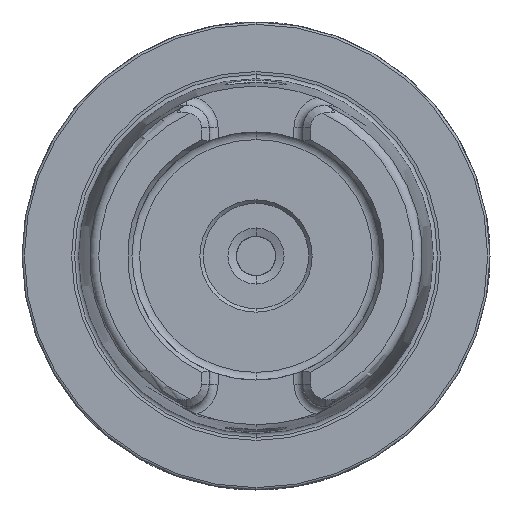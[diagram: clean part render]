
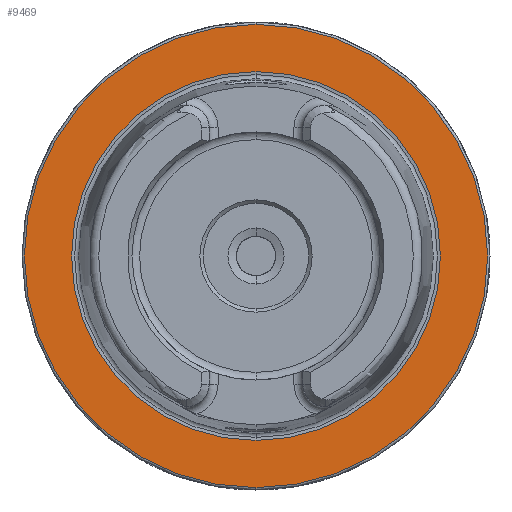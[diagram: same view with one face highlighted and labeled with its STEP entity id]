
A CAD part, left-side view. The second image highlights one B-rep face of the part: STEP entity #9469.
In plain terms, the highlighted planar face has unit normal (-1, 0, 0).
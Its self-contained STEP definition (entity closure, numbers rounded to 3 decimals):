
#346 = DIRECTION ( 'NONE',  ( 1., 0., 0. ) ) ;
#904 = CIRCLE ( 'NONE', #5535, 39.405 ) ;
#1240 = CARTESIAN_POINT ( 'NONE',  ( 0., 0., 49.5 ) ) ;
#1404 = VERTEX_POINT ( 'NONE', #6199 ) ;
#1605 = CARTESIAN_POINT ( 'NONE',  ( 0., 0., -49.5 ) ) ;
#2213 = CARTESIAN_POINT ( 'NONE',  ( 0., 0., 39.405 ) ) ;
#3094 = VERTEX_POINT ( 'NONE', #1240 ) ;
#3525 = EDGE_CURVE ( 'NONE', #10530, #3094, #10079, .T. ) ;
#3778 = EDGE_CURVE ( 'NONE', #3094, #10530, #12417, .T. ) ;
#3951 = ORIENTED_EDGE ( 'NONE', *, *, #12070, .F. ) ;
#4093 = DIRECTION ( 'NONE',  ( -1., 0., 0. ) ) ;
#4116 = CARTESIAN_POINT ( 'NONE',  ( 0., 0., 0. ) ) ;
#4144 = EDGE_LOOP ( 'NONE', ( #13369, #7503 ) ) ;
#4246 = AXIS2_PLACEMENT_3D ( 'NONE', #4621, #346, #6765 ) ;
#4340 = FACE_BOUND ( 'NONE', #12831, .T. ) ;
#4621 = CARTESIAN_POINT ( 'NONE',  ( 0., 49.5, 0. ) ) ;
#4825 = FACE_OUTER_BOUND ( 'NONE', #4144, .T. ) ;
#5440 = DIRECTION ( 'NONE',  ( 0., 0., 1. ) ) ;
#5535 = AXIS2_PLACEMENT_3D ( 'NONE', #8563, #11910, #5440 ) ;
#6180 = AXIS2_PLACEMENT_3D ( 'NONE', #9086, #9127, #10280 ) ;
#6199 = CARTESIAN_POINT ( 'NONE',  ( 0., 0., -39.405 ) ) ;
#6301 = DIRECTION ( 'NONE',  ( 0., 0., 1. ) ) ;
#6379 = DIRECTION ( 'NONE',  ( 0., 0., 1. ) ) ;
#6765 = DIRECTION ( 'NONE',  ( 0., 0., -1. ) ) ;
#6982 = AXIS2_PLACEMENT_3D ( 'NONE', #10540, #4093, #6301 ) ;
#7450 = ORIENTED_EDGE ( 'NONE', *, *, #7567, .F. ) ;
#7503 = ORIENTED_EDGE ( 'NONE', *, *, #3525, .T. ) ;
#7567 = EDGE_CURVE ( 'NONE', #1404, #12750, #11113, .T. ) ;
#8494 = AXIS2_PLACEMENT_3D ( 'NONE', #4116, #10620, #6379 ) ;
#8563 = CARTESIAN_POINT ( 'NONE',  ( 0., 0., 0. ) ) ;
#9086 = CARTESIAN_POINT ( 'NONE',  ( 0., 0., 0. ) ) ;
#9127 = DIRECTION ( 'NONE',  ( -1., 0., 0. ) ) ;
#9469 = ADVANCED_FACE ( 'NONE', ( #4340, #4825 ), #13213, .F. ) ;
#10079 = CIRCLE ( 'NONE', #8494, 49.5 ) ;
#10280 = DIRECTION ( 'NONE',  ( 0., 0., 1. ) ) ;
#10530 = VERTEX_POINT ( 'NONE', #1605 ) ;
#10540 = CARTESIAN_POINT ( 'NONE',  ( 0., 0., 0. ) ) ;
#10620 = DIRECTION ( 'NONE',  ( -1., 0., 0. ) ) ;
#11113 = CIRCLE ( 'NONE', #6982, 39.405 ) ;
#11910 = DIRECTION ( 'NONE',  ( -1., 0., 0. ) ) ;
#12070 = EDGE_CURVE ( 'NONE', #12750, #1404, #904, .T. ) ;
#12417 = CIRCLE ( 'NONE', #6180, 49.5 ) ;
#12750 = VERTEX_POINT ( 'NONE', #2213 ) ;
#12831 = EDGE_LOOP ( 'NONE', ( #3951, #7450 ) ) ;
#13213 = PLANE ( 'NONE',  #4246 ) ;
#13369 = ORIENTED_EDGE ( 'NONE', *, *, #3778, .T. ) ;
